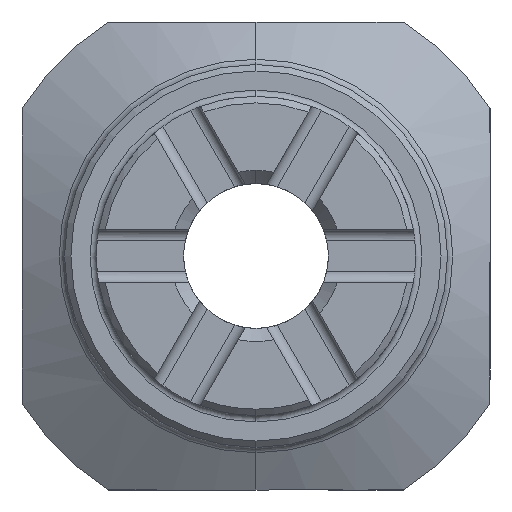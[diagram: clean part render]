
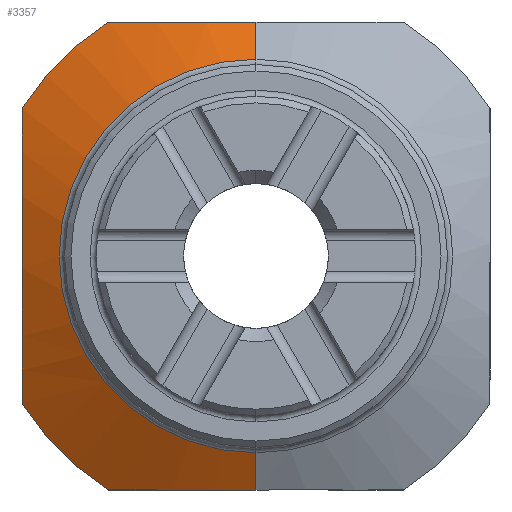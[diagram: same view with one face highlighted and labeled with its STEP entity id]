
A CAD part, left-side view. The second image highlights one B-rep face of the part: STEP entity #3357.
In plain terms, the highlighted conical face has half-angle 60 degrees and reference radius 13 mm.
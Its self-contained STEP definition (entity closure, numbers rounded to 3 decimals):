
#76 = CIRCLE ( 'NONE', #1887, 13. ) ;
#144 = CARTESIAN_POINT ( 'NONE',  ( -8.735, 2.335, -11. ) ) ;
#258 = EDGE_CURVE ( 'NONE', #5210, #5694, #5506, .T. ) ;
#312 = CARTESIAN_POINT ( 'NONE',  ( -7.691, 11., 6.928 ) ) ;
#346 = CARTESIAN_POINT ( 'NONE',  ( -8.818, 1.173, 11. ) ) ;
#406 = CARTESIAN_POINT ( 'NONE',  ( -8.735, 11., 2.338 ) ) ;
#428 = ORIENTED_EDGE ( 'NONE', *, *, #4821, .T. ) ;
#559 = CARTESIAN_POINT ( 'NONE',  ( -9.856, 0., 0. ) ) ;
#575 = CARTESIAN_POINT ( 'NONE',  ( -7.691, 11., -6.928 ) ) ;
#601 = CARTESIAN_POINT ( 'NONE',  ( -8.331, 4.648, -11. ) ) ;
#671 = CARTESIAN_POINT ( 'NONE',  ( -8.845, 0., 11. ) ) ;
#725 = CARTESIAN_POINT ( 'NONE',  ( -9.856, 0., -9.25 ) ) ;
#849 = CARTESIAN_POINT ( 'NONE',  ( -8.331, 11., 4.649 ) ) ;
#1056 = EDGE_CURVE ( 'NONE', #2624, #4630, #5742, .T. ) ;
#1070 = CARTESIAN_POINT ( 'NONE',  ( -8.037, 5.802, -11. ) ) ;
#1146 = B_SPLINE_CURVE_WITH_KNOTS ( 'NONE', 3,
 ( #312, #2643, #849, #406, #5759, #3601, #2155, #2708, #2195, #2223, #1651, #1742 ),
 .UNSPECIFIED., .F., .F.,
 ( 4, 2, 2, 2, 2, 4 ),
 ( 0.029, 0.033, 0.036, 0.038, 0.04, 0.043 ),
 .UNSPECIFIED. ) ;
#1386 = EDGE_CURVE ( 'NONE', #2624, #3492, #3623, .T. ) ;
#1522 = CARTESIAN_POINT ( 'NONE',  ( -8.845, 1.172, -11. ) ) ;
#1651 = CARTESIAN_POINT ( 'NONE',  ( -8.035, 11., -5.81 ) ) ;
#1673 = DIRECTION ( 'NONE',  ( 0., 0., 1. ) ) ;
#1706 = CIRCLE ( 'NONE', #2866, 13. ) ;
#1709 = DIRECTION ( 'NONE',  ( -1., 0., 0. ) ) ;
#1718 = VERTEX_POINT ( 'NONE', #3803 ) ;
#1719 = CARTESIAN_POINT ( 'NONE',  ( -8.034, 5.811, 11. ) ) ;
#1742 = CARTESIAN_POINT ( 'NONE',  ( -7.691, 11., -6.928 ) ) ;
#1786 = VERTEX_POINT ( 'NONE', #575 ) ;
#1876 = ORIENTED_EDGE ( 'NONE', *, *, #258, .T. ) ;
#1884 = VECTOR ( 'NONE', #3045, 1000. ) ;
#1887 = AXIS2_PLACEMENT_3D ( 'NONE', #3373, #5703, #3912 ) ;
#1892 = CARTESIAN_POINT ( 'NONE',  ( -7.691, 0., 13. ) ) ;
#1961 = CARTESIAN_POINT ( 'NONE',  ( -8.845, 0., -11. ) ) ;
#2093 = FACE_OUTER_BOUND ( 'NONE', #2790, .T. ) ;
#2103 = CARTESIAN_POINT ( 'NONE',  ( -8.845, 0., 11. ) ) ;
#2155 = CARTESIAN_POINT ( 'NONE',  ( -8.818, 11., -1.169 ) ) ;
#2159 = CARTESIAN_POINT ( 'NONE',  ( -8.711, 2.351, 11. ) ) ;
#2195 = CARTESIAN_POINT ( 'NONE',  ( -8.63, 11., -2.937 ) ) ;
#2214 = CARTESIAN_POINT ( 'NONE',  ( -8.845, 0., -11. ) ) ;
#2221 = VERTEX_POINT ( 'NONE', #3377 ) ;
#2223 = CARTESIAN_POINT ( 'NONE',  ( -8.325, 11., -4.676 ) ) ;
#2420 = CARTESIAN_POINT ( 'NONE',  ( -7.691, 6.928, -11. ) ) ;
#2438 = B_SPLINE_CURVE_WITH_KNOTS ( 'NONE', 3,
 ( #2420, #1070, #601, #144, #1522, #1961 ),
 .UNSPECIFIED., .F., .F.,
 ( 4, 2, 4 ),
 ( 0.029, 0.033, 0.036 ),
 .UNSPECIFIED. ) ;
#2492 = DIRECTION ( 'NONE',  ( 0., 0., -1. ) ) ;
#2529 = ORIENTED_EDGE ( 'NONE', *, *, #5120, .T. ) ;
#2624 = VERTEX_POINT ( 'NONE', #725 ) ;
#2643 = CARTESIAN_POINT ( 'NONE',  ( -8.037, 11., 5.802 ) ) ;
#2708 = CARTESIAN_POINT ( 'NONE',  ( -8.711, 11., -2.349 ) ) ;
#2790 = EDGE_LOOP ( 'NONE', ( #3686, #2529, #1876, #428, #2962, #3293, #4895, #3591 ) ) ;
#2866 = AXIS2_PLACEMENT_3D ( 'NONE', #5336, #1709, #1673 ) ;
#2936 = DIRECTION ( 'NONE',  ( 1., 0., 0. ) ) ;
#2962 = ORIENTED_EDGE ( 'NONE', *, *, #4159, .T. ) ;
#3045 = DIRECTION ( 'NONE',  ( 0.5, 0., -0.866 ) ) ;
#3229 = AXIS2_PLACEMENT_3D ( 'NONE', #5304, #2936, #2492 ) ;
#3275 = DIRECTION ( 'NONE',  ( 1., 0., 0. ) ) ;
#3293 = ORIENTED_EDGE ( 'NONE', *, *, #5698, .T. ) ;
#3297 = DIRECTION ( 'NONE',  ( 0.5, 0., 0.866 ) ) ;
#3357 = ADVANCED_FACE ( 'NONE', ( #2093 ), #5821, .T. ) ;
#3373 = CARTESIAN_POINT ( 'NONE',  ( -7.691, 0., 0. ) ) ;
#3377 = CARTESIAN_POINT ( 'NONE',  ( -7.691, 6.928, -11. ) ) ;
#3492 = VERTEX_POINT ( 'NONE', #4977 ) ;
#3591 = ORIENTED_EDGE ( 'NONE', *, *, #1056, .F. ) ;
#3601 = CARTESIAN_POINT ( 'NONE',  ( -8.845, 11., -0.582 ) ) ;
#3623 = CIRCLE ( 'NONE', #5154, 9.25 ) ;
#3686 = ORIENTED_EDGE ( 'NONE', *, *, #1386, .T. ) ;
#3698 = EDGE_CURVE ( 'NONE', #2221, #4630, #2438, .T. ) ;
#3803 = CARTESIAN_POINT ( 'NONE',  ( -7.691, 11., 6.928 ) ) ;
#3904 = VECTOR ( 'NONE', #3297, 1000. ) ;
#3912 = DIRECTION ( 'NONE',  ( 0., 0., 1. ) ) ;
#3952 = CARTESIAN_POINT ( 'NONE',  ( -7.691, 6.928, 11. ) ) ;
#3993 = CARTESIAN_POINT ( 'NONE',  ( -8.63, 2.94, 11. ) ) ;
#4159 = EDGE_CURVE ( 'NONE', #1718, #1786, #1146, .T. ) ;
#4448 = CARTESIAN_POINT ( 'NONE',  ( -8.845, 0.585, 11. ) ) ;
#4511 = CARTESIAN_POINT ( 'NONE',  ( -7.691, 6.928, 11. ) ) ;
#4630 = VERTEX_POINT ( 'NONE', #2214 ) ;
#4821 = EDGE_CURVE ( 'NONE', #5694, #1718, #76, .T. ) ;
#4895 = ORIENTED_EDGE ( 'NONE', *, *, #3698, .T. ) ;
#4977 = CARTESIAN_POINT ( 'NONE',  ( -9.856, 0., 9.25 ) ) ;
#5120 = EDGE_CURVE ( 'NONE', #3492, #5210, #5584, .T. ) ;
#5154 = AXIS2_PLACEMENT_3D ( 'NONE', #559, #3275, #5728 ) ;
#5210 = VERTEX_POINT ( 'NONE', #671 ) ;
#5231 = CARTESIAN_POINT ( 'NONE',  ( -7.691, 0., -13. ) ) ;
#5304 = CARTESIAN_POINT ( 'NONE',  ( -7.691, 0., 0. ) ) ;
#5336 = CARTESIAN_POINT ( 'NONE',  ( -7.691, 0., 0. ) ) ;
#5506 = B_SPLINE_CURVE_WITH_KNOTS ( 'NONE', 3,
 ( #2103, #4448, #346, #2159, #3993, #5832, #1719, #4511 ),
 .UNSPECIFIED., .F., .F.,
 ( 4, 2, 2, 4 ),
 ( 0.036, 0.038, 0.04, 0.043 ),
 .UNSPECIFIED. ) ;
#5584 = LINE ( 'NONE', #1892, #3904 ) ;
#5694 = VERTEX_POINT ( 'NONE', #3952 ) ;
#5698 = EDGE_CURVE ( 'NONE', #1786, #2221, #1706, .T. ) ;
#5703 = DIRECTION ( 'NONE',  ( -1., 0., 0. ) ) ;
#5728 = DIRECTION ( 'NONE',  ( 0., 0., -1. ) ) ;
#5742 = LINE ( 'NONE', #5231, #1884 ) ;
#5759 = CARTESIAN_POINT ( 'NONE',  ( -8.845, 11., 1.175 ) ) ;
#5821 = CONICAL_SURFACE ( 'NONE', #3229, 13., 1.047 ) ;
#5832 = CARTESIAN_POINT ( 'NONE',  ( -8.324, 4.677, 11. ) ) ;
